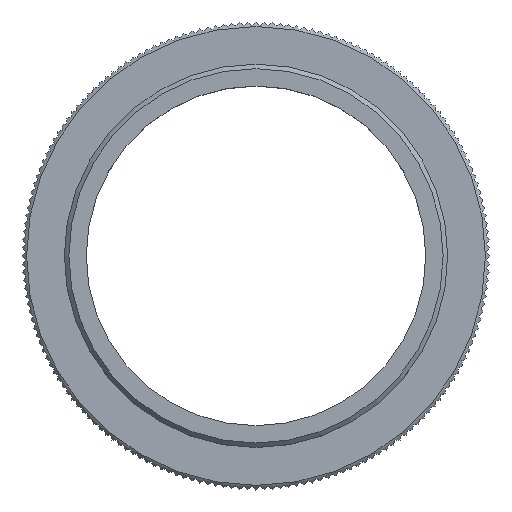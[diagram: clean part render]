
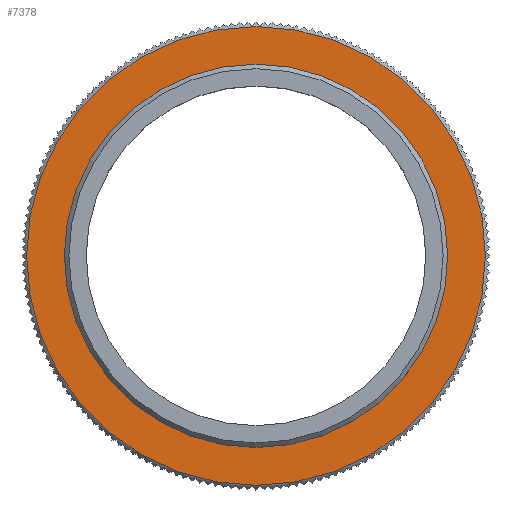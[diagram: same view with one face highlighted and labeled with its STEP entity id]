
A CAD part, top view. The second image highlights one B-rep face of the part: STEP entity #7378.
In plain terms, the highlighted planar face has unit normal (0, 0, 1).
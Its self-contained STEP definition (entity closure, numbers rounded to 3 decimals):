
#22=FACE_BOUND('',#780,.T.);
#401=FACE_OUTER_BOUND('',#779,.T.);
#779=EDGE_LOOP('',(#6249));
#780=EDGE_LOOP('',(#6250));
#2245=CIRCLE('',#8483,15.2);
#2246=CIRCLE('',#8485,12.2);
#2979=VERTEX_POINT('',#13255);
#2980=VERTEX_POINT('',#13258);
#4073=EDGE_CURVE('',#2979,#2979,#2245,.T.);
#4074=EDGE_CURVE('',#2980,#2980,#2246,.T.);
#6249=ORIENTED_EDGE('',*,*,#4073,.F.);
#6250=ORIENTED_EDGE('',*,*,#4074,.T.);
#6634=PLANE('',#8484);
#7378=ADVANCED_FACE('',(#401,#22),#6634,.F.);
#8483=AXIS2_PLACEMENT_3D('',#13256,#11039,#11040);
#8484=AXIS2_PLACEMENT_3D('',#13257,#11041,#11042);
#8485=AXIS2_PLACEMENT_3D('',#13259,#11043,#11044);
#11039=DIRECTION('center_axis',(0.,0.,-1.));
#11040=DIRECTION('ref_axis',(-1.,0.,0.));
#11041=DIRECTION('center_axis',(0.,0.,-1.));
#11042=DIRECTION('ref_axis',(-1.,0.,0.));
#11043=DIRECTION('center_axis',(0.,0.,-1.));
#11044=DIRECTION('ref_axis',(1.,0.,0.));
#13255=CARTESIAN_POINT('',(15.2,0.,5.));
#13256=CARTESIAN_POINT('Origin',(0.,0.,5.));
#13257=CARTESIAN_POINT('Origin',(0.,0.,5.));
#13258=CARTESIAN_POINT('',(12.2,0.,5.));
#13259=CARTESIAN_POINT('Origin',(0.,0.,5.));
